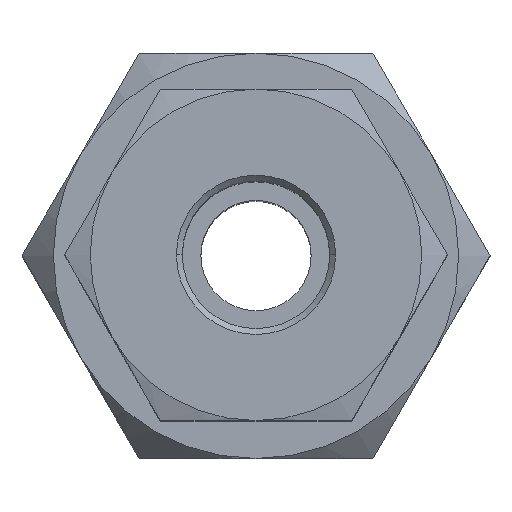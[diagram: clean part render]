
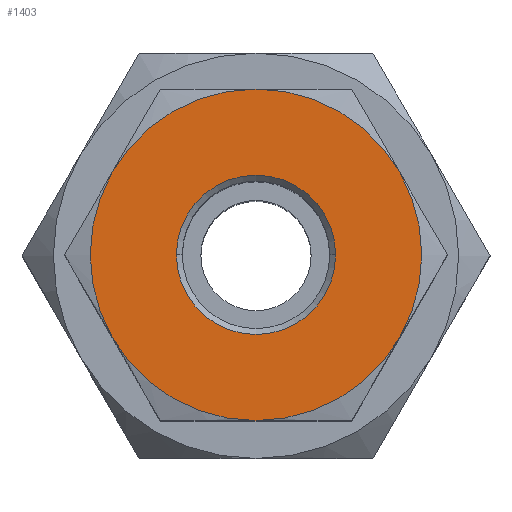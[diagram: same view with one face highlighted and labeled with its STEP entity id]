
A CAD part, top view. The second image highlights one B-rep face of the part: STEP entity #1403.
In plain terms, the highlighted planar face has unit normal (0, 0, 1).
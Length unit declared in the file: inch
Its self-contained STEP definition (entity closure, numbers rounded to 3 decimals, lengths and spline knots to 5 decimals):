
#57=CARTESIAN_POINT('',(0.,0.,1.141));
#58=DIRECTION('',(0.,0.,-1.));
#59=DIRECTION('',(0.,1.,0.));
#60=AXIS2_PLACEMENT_3D('',#57,#58,#59);
#65=CARTESIAN_POINT('',(0.,0.,1.141));
#66=DIRECTION('',(0.,0.,-1.));
#67=DIRECTION('',(0.866,0.5,0.));
#68=AXIS2_PLACEMENT_3D('',#65,#66,#67);
#73=CARTESIAN_POINT('',(0.,0.,1.141));
#74=DIRECTION('',(0.,0.,-1.));
#75=DIRECTION('',(0.866,-0.5,0.));
#76=AXIS2_PLACEMENT_3D('',#73,#74,#75);
#81=CARTESIAN_POINT('',(0.,0.,1.141));
#82=DIRECTION('',(0.,0.,-1.));
#83=DIRECTION('',(0.,-1.,0.));
#84=AXIS2_PLACEMENT_3D('',#81,#82,#83);
#89=CARTESIAN_POINT('',(0.,0.,1.141));
#90=DIRECTION('',(0.,0.,-1.));
#91=DIRECTION('',(-0.866,-0.5,0.));
#92=AXIS2_PLACEMENT_3D('',#89,#90,#91);
#97=CARTESIAN_POINT('',(0.,0.,1.141));
#98=DIRECTION('',(0.,0.,-1.));
#99=DIRECTION('',(-0.866,0.5,0.));
#100=AXIS2_PLACEMENT_3D('',#97,#98,#99);
#105=CARTESIAN_POINT('',(0.,0.,1.141));
#106=DIRECTION('',(0.,0.,-1.));
#107=DIRECTION('',(-1.,0.,0.));
#108=AXIS2_PLACEMENT_3D('',#105,#106,#107);
#113=CARTESIAN_POINT('',(0.,0.,1.141));
#114=DIRECTION('',(0.,0.,-1.));
#115=DIRECTION('',(1.,0.,0.));
#116=AXIS2_PLACEMENT_3D('',#113,#114,#115);
#1276=CARTESIAN_POINT('',(0.,0.281,1.141));
#1277=CARTESIAN_POINT('',(0.24335,0.1405,1.141));
#1278=VERTEX_POINT('',#1276);
#1279=VERTEX_POINT('',#1277);
#1280=CARTESIAN_POINT('',(0.24335,-0.1405,1.141));
#1281=VERTEX_POINT('',#1280);
#1282=CARTESIAN_POINT('',(0.,-0.281,1.141));
#1283=VERTEX_POINT('',#1282);
#1284=CARTESIAN_POINT('',(-0.24335,-0.1405,1.141));
#1285=VERTEX_POINT('',#1284);
#1286=CARTESIAN_POINT('',(-0.24335,0.1405,1.141));
#1287=VERTEX_POINT('',#1286);
#1308=CARTESIAN_POINT('',(-0.135,0.,1.141));
#1309=CARTESIAN_POINT('',(0.135,0.,1.141));
#1310=VERTEX_POINT('',#1308);
#1311=VERTEX_POINT('',#1309);
#1379=CARTESIAN_POINT('',(0.19832,0.3435,1.141));
#1380=DIRECTION('',(0.,0.,1.));
#1381=DIRECTION('',(0.,1.,0.));
#1382=AXIS2_PLACEMENT_3D('',#1379,#1380,#1381);
#1383=PLANE('',#1382);
#1385=ORIENTED_EDGE('',*,*,#1384,.T.);
#1387=ORIENTED_EDGE('',*,*,#1386,.T.);
#1389=ORIENTED_EDGE('',*,*,#1388,.T.);
#1391=ORIENTED_EDGE('',*,*,#1390,.T.);
#1393=ORIENTED_EDGE('',*,*,#1392,.T.);
#1395=ORIENTED_EDGE('',*,*,#1394,.T.);
#1396=EDGE_LOOP('',(#1385,#1387,#1389,#1391,#1393,#1395));
#1397=FACE_OUTER_BOUND('',#1396,.F.);
#1398=ORIENTED_EDGE('',*,*,#1369,.F.);
#1400=ORIENTED_EDGE('',*,*,#1399,.F.);
#1401=EDGE_LOOP('',(#1398,#1400));
#1402=FACE_BOUND('',#1401,.F.);
#61=CIRCLE('',#60,0.281);
#69=CIRCLE('',#68,0.281);
#77=CIRCLE('',#76,0.281);
#85=CIRCLE('',#84,0.281);
#93=CIRCLE('',#92,0.281);
#101=CIRCLE('',#100,0.281);
#109=CIRCLE('',#108,0.135);
#117=CIRCLE('',#116,0.135);
#1369=EDGE_CURVE('',#1310,#1311,#109,.T.);
#1384=EDGE_CURVE('',#1278,#1279,#61,.T.);
#1386=EDGE_CURVE('',#1279,#1281,#69,.T.);
#1388=EDGE_CURVE('',#1281,#1283,#77,.T.);
#1390=EDGE_CURVE('',#1283,#1285,#85,.T.);
#1392=EDGE_CURVE('',#1285,#1287,#93,.T.);
#1394=EDGE_CURVE('',#1287,#1278,#101,.T.);
#1399=EDGE_CURVE('',#1311,#1310,#117,.T.);
#1403=ADVANCED_FACE('',(#1397,#1402),#1383,.T.);
